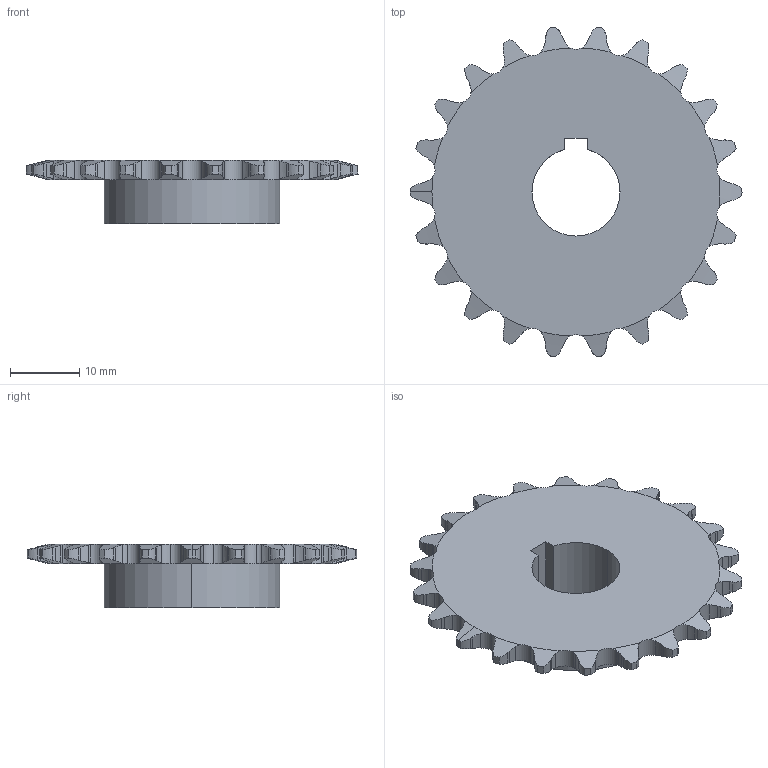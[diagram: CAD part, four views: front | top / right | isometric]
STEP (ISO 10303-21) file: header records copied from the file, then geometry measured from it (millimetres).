
FILE_DESCRIPTION (( 'STEP AP203' ), '1' );
FILE_NAME ('217-2641.20121204.STEP', '2012-12-04T23:32:20', ( 'svradm' ), ( 'Microsoft' ), 'SwSTEP 2.0', 'SolidWorks 2012', '' );
FILE_SCHEMA (( 'CONFIG_CONTROL_DESIGN' ));
Length unit declared in the file: inch
Products named in the file (1): 217-2641.20121204
Bounding box: 47.96 x 47.59 x 9.18 mm (x, y, z)
Volume: 6188.4 mm3; surface area: 4177.2 mm2
Topology: 1 solids, 1 shells, 246 faces, 728 edges, 485 vertices
Faces by surface type: cylinder 150, plane 50, cone 46
Entity records: 8978 total; most frequent: CARTESIAN_POINT 2892, ORIENTED_EDGE 1456, DIRECTION 1009, EDGE_CURVE 728, VERTEX_POINT 485, AXIS2_PLACEMENT_3D 402, B_SPLINE_CURVE_WITH_KNOTS 368, EDGE_LOOP 249
